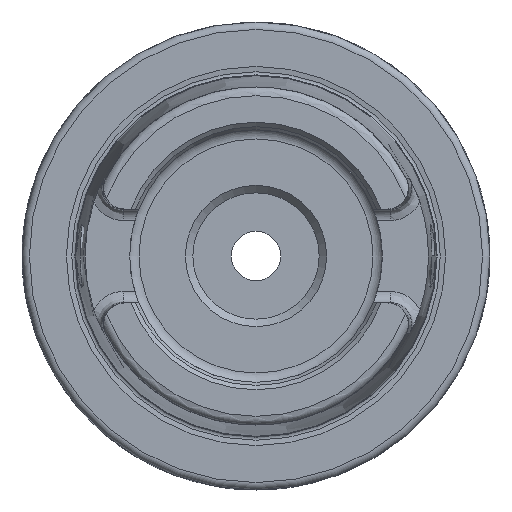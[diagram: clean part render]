
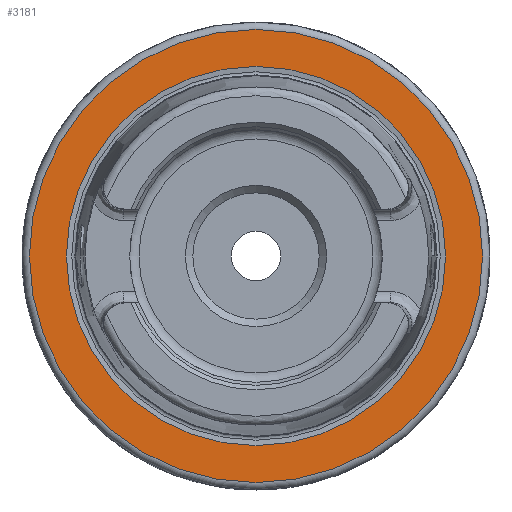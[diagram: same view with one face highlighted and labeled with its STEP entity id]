
A CAD part, left-side view. The second image highlights one B-rep face of the part: STEP entity #3181.
In plain terms, the highlighted planar face has unit normal (-1, 0, 0).
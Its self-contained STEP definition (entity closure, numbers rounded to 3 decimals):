
#88=FACE_BOUND('',#535,.T.);
#141=PLANE('',#3520);
#351=FACE_OUTER_BOUND('',#534,.T.);
#534=EDGE_LOOP('',(#2799,#2800));
#535=EDGE_LOOP('',(#2801,#2802));
#841=CIRCLE('',#3518,25.521);
#842=CIRCLE('',#3519,25.521);
#843=CIRCLE('',#3521,30.5);
#844=CIRCLE('',#3522,30.5);
#1438=VERTEX_POINT('',#7017);
#1439=VERTEX_POINT('',#7019);
#1440=VERTEX_POINT('',#7023);
#1441=VERTEX_POINT('',#7024);
#1907=EDGE_CURVE('',#1439,#1438,#841,.T.);
#1908=EDGE_CURVE('',#1438,#1439,#842,.T.);
#1909=EDGE_CURVE('',#1440,#1441,#843,.T.);
#1910=EDGE_CURVE('',#1441,#1440,#844,.T.);
#2799=ORIENTED_EDGE('',*,*,#1909,.F.);
#2800=ORIENTED_EDGE('',*,*,#1910,.F.);
#2801=ORIENTED_EDGE('',*,*,#1907,.T.);
#2802=ORIENTED_EDGE('',*,*,#1908,.T.);
#3181=ADVANCED_FACE('',(#351,#88),#141,.T.);
#3518=AXIS2_PLACEMENT_3D('',#7020,#4278,#4279);
#3519=AXIS2_PLACEMENT_3D('',#7021,#4280,#4281);
#3520=AXIS2_PLACEMENT_3D('',#7022,#4282,#4283);
#3521=AXIS2_PLACEMENT_3D('',#7025,#4284,#4285);
#3522=AXIS2_PLACEMENT_3D('',#7026,#4286,#4287);
#4278=DIRECTION('center_axis',(1.,0.,0.));
#4279=DIRECTION('ref_axis',(0.,0.,-1.));
#4280=DIRECTION('center_axis',(1.,0.,0.));
#4281=DIRECTION('ref_axis',(0.,0.,-1.));
#4282=DIRECTION('center_axis',(-1.,0.,0.));
#4283=DIRECTION('ref_axis',(0.,0.,1.));
#4284=DIRECTION('center_axis',(1.,0.,0.));
#4285=DIRECTION('ref_axis',(0.,0.,-1.));
#4286=DIRECTION('center_axis',(1.,0.,0.));
#4287=DIRECTION('ref_axis',(0.,0.,-1.));
#7017=CARTESIAN_POINT('',(0.,-25.521,0.));
#7019=CARTESIAN_POINT('',(0.,25.521,0.));
#7020=CARTESIAN_POINT('Origin',(0.,0.,
0.));
#7021=CARTESIAN_POINT('Origin',(0.,0.,
0.));
#7022=CARTESIAN_POINT('Origin',(0.,30.5,0.));
#7023=CARTESIAN_POINT('',(0.,30.5,0.));
#7024=CARTESIAN_POINT('',(0.,0.,30.5));
#7025=CARTESIAN_POINT('Origin',(0.,0.,
0.));
#7026=CARTESIAN_POINT('Origin',(0.,0.,
0.));
